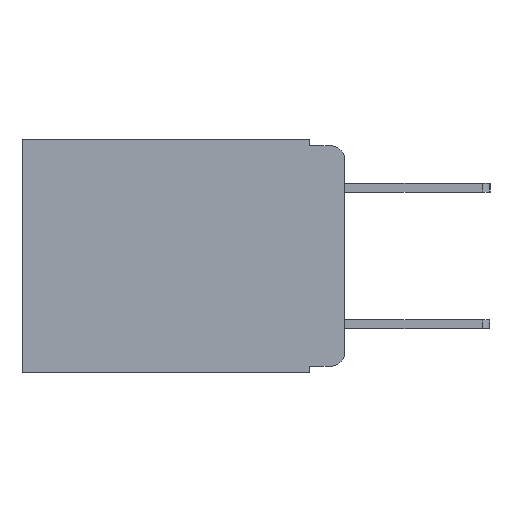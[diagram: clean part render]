
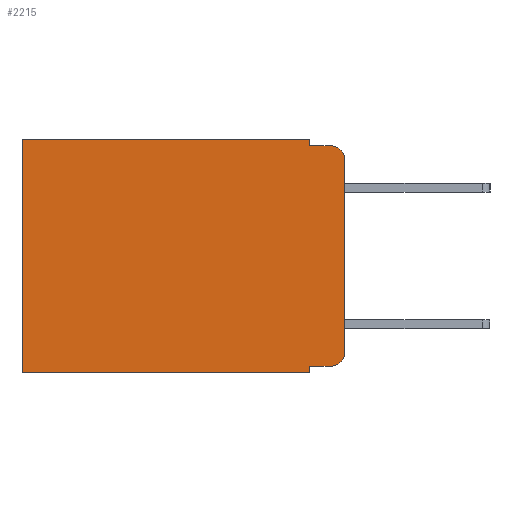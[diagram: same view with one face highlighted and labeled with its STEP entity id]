
A CAD part, left-side view. The second image highlights one B-rep face of the part: STEP entity #2215.
In plain terms, the highlighted planar face has unit normal (-1, 0, 0).
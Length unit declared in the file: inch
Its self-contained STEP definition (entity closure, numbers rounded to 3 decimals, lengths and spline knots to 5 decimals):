
#310 = EDGE_CURVE ( 'NONE', #5949, #10678, #8501, .T. ) ;
#331 = CIRCLE ( 'NONE', #409, 0.02 ) ;
#409 = AXIS2_PLACEMENT_3D ( 'NONE', #2427, #8208, #3335 ) ;
#452 = DIRECTION ( 'NONE',  ( 0., 0., -1. ) ) ;
#525 = EDGE_CURVE ( 'NONE', #3491, #9715, #6468, .T. ) ;
#649 = VERTEX_POINT ( 'NONE', #2165 ) ;
#803 = CARTESIAN_POINT ( 'NONE',  ( 0.298, 0.02, -0.03 ) ) ;
#1002 = ORIENTED_EDGE ( 'NONE', *, *, #9026, .F. ) ;
#1049 = CARTESIAN_POINT ( 'NONE',  ( 0.298, 0., -0.313 ) ) ;
#1237 = DIRECTION ( 'NONE',  ( 0., 0., -1. ) ) ;
#1369 = ORIENTED_EDGE ( 'NONE', *, *, #310, .T. ) ;
#1376 = CARTESIAN_POINT ( 'NONE',  ( 0.298, 0.051, 0. ) ) ;
#1514 = DIRECTION ( 'NONE',  ( 0., -1., 0. ) ) ;
#1677 = CARTESIAN_POINT ( 'NONE',  ( 0.298, 0.051, -0.01 ) ) ;
#1912 = DIRECTION ( 'NONE',  ( 0., 1., 0. ) ) ;
#1957 = DIRECTION ( 'NONE',  ( 0., 0., -1. ) ) ;
#2165 = CARTESIAN_POINT ( 'NONE',  ( 0.298, 0.051, -0.01 ) ) ;
#2215 = ADVANCED_FACE ( 'NONE', ( #5808 ), #8891, .F. ) ;
#2422 = EDGE_CURVE ( 'NONE', #3491, #6925, #8338, .T. ) ;
#2427 = CARTESIAN_POINT ( 'NONE',  ( 0.298, 0.02, -0.313 ) ) ;
#2588 = DIRECTION ( 'NONE',  ( 0., -1., 0. ) ) ;
#2616 = ORIENTED_EDGE ( 'NONE', *, *, #525, .F. ) ;
#2634 = VECTOR ( 'NONE', #1912, 39.37008 ) ;
#2763 = VERTEX_POINT ( 'NONE', #5256 ) ;
#2904 = ORIENTED_EDGE ( 'NONE', *, *, #7991, .T. ) ;
#3335 = DIRECTION ( 'NONE',  ( 0., 0., -1. ) ) ;
#3491 = VERTEX_POINT ( 'NONE', #5612 ) ;
#3679 = CARTESIAN_POINT ( 'NONE',  ( 0.298, 0.051, 0. ) ) ;
#3747 = DIRECTION ( 'NONE',  ( -1., 0., 0. ) ) ;
#3793 = VECTOR ( 'NONE', #1514, 39.37008 ) ;
#3940 = CARTESIAN_POINT ( 'NONE',  ( 0.298, 0.473, 0. ) ) ;
#4077 = DIRECTION ( 'NONE',  ( 0., 0., -1. ) ) ;
#4207 = EDGE_CURVE ( 'NONE', #10497, #649, #8889, .T. ) ;
#4368 = VECTOR ( 'NONE', #4077, 39.37008 ) ;
#4929 = LINE ( 'NONE', #7780, #2634 ) ;
#5202 = CARTESIAN_POINT ( 'NONE',  ( 0.298, 0.02, -0.333 ) ) ;
#5256 = CARTESIAN_POINT ( 'NONE',  ( 0.298, 0.473, 0. ) ) ;
#5307 = LINE ( 'NONE', #1677, #9288 ) ;
#5399 = CARTESIAN_POINT ( 'NONE',  ( 0.298, 0., 0. ) ) ;
#5492 = CARTESIAN_POINT ( 'NONE',  ( 0.298, 0.051, -0.343 ) ) ;
#5571 = LINE ( 'NONE', #5399, #9542 ) ;
#5612 = CARTESIAN_POINT ( 'NONE',  ( 0.298, 0.051, -0.333 ) ) ;
#5757 = CARTESIAN_POINT ( 'NONE',  ( 0.298, 0., 0. ) ) ;
#5808 = FACE_OUTER_BOUND ( 'NONE', #9196, .T. ) ;
#5899 = CARTESIAN_POINT ( 'NONE',  ( 0.298, 0., -0.03 ) ) ;
#5934 = LINE ( 'NONE', #3940, #10164 ) ;
#5949 = VERTEX_POINT ( 'NONE', #5899 ) ;
#5985 = ORIENTED_EDGE ( 'NONE', *, *, #6641, .T. ) ;
#6179 = DIRECTION ( 'NONE',  ( 0., 0., -1. ) ) ;
#6363 = CARTESIAN_POINT ( 'NONE',  ( 0.298, 0.051, 0. ) ) ;
#6468 = LINE ( 'NONE', #3679, #4368 ) ;
#6519 = CARTESIAN_POINT ( 'NONE',  ( 0.298, 0.473, -0.343 ) ) ;
#6606 = LINE ( 'NONE', #5757, #8737 ) ;
#6641 = EDGE_CURVE ( 'NONE', #10497, #2763, #6606, .T. ) ;
#6877 = DIRECTION ( 'NONE',  ( 1., 0., 0. ) ) ;
#6925 = VERTEX_POINT ( 'NONE', #5202 ) ;
#7297 = ORIENTED_EDGE ( 'NONE', *, *, #10226, .F. ) ;
#7336 = AXIS2_PLACEMENT_3D ( 'NONE', #8702, #6877, #1237 ) ;
#7780 = CARTESIAN_POINT ( 'NONE',  ( 0.298, 0., -0.343 ) ) ;
#7991 = EDGE_CURVE ( 'NONE', #2763, #8135, #5934, .T. ) ;
#8135 = VERTEX_POINT ( 'NONE', #6519 ) ;
#8208 = DIRECTION ( 'NONE',  ( -1., 0., 0. ) ) ;
#8338 = LINE ( 'NONE', #10012, #3793 ) ;
#8501 = CIRCLE ( 'NONE', #9816, 0.02 ) ;
#8655 = VECTOR ( 'NONE', #1957, 39.37008 ) ;
#8661 = ORIENTED_EDGE ( 'NONE', *, *, #8699, .T. ) ;
#8699 = EDGE_CURVE ( 'NONE', #6925, #10287, #331, .T. ) ;
#8702 = CARTESIAN_POINT ( 'NONE',  ( 0.298, 0., 0. ) ) ;
#8737 = VECTOR ( 'NONE', #10499, 39.37008 ) ;
#8889 = LINE ( 'NONE', #6363, #8655 ) ;
#8891 = PLANE ( 'NONE',  #7336 ) ;
#9026 = EDGE_CURVE ( 'NONE', #5949, #10287, #5571, .T. ) ;
#9142 = ORIENTED_EDGE ( 'NONE', *, *, #2422, .T. ) ;
#9196 = EDGE_LOOP ( 'NONE', ( #1002, #1369, #9871, #9628, #5985, #2904, #7297, #2616, #9142, #8661 ) ) ;
#9288 = VECTOR ( 'NONE', #2588, 39.37008 ) ;
#9542 = VECTOR ( 'NONE', #6179, 39.37008 ) ;
#9628 = ORIENTED_EDGE ( 'NONE', *, *, #4207, .F. ) ;
#9715 = VERTEX_POINT ( 'NONE', #5492 ) ;
#9816 = AXIS2_PLACEMENT_3D ( 'NONE', #803, #3747, #452 ) ;
#9839 = CARTESIAN_POINT ( 'NONE',  ( 0.298, 0.02, -0.01 ) ) ;
#9871 = ORIENTED_EDGE ( 'NONE', *, *, #10068, .F. ) ;
#10012 = CARTESIAN_POINT ( 'NONE',  ( 0.298, 0.051, -0.333 ) ) ;
#10068 = EDGE_CURVE ( 'NONE', #649, #10678, #5307, .T. ) ;
#10164 = VECTOR ( 'NONE', #10288, 39.37008 ) ;
#10226 = EDGE_CURVE ( 'NONE', #9715, #8135, #4929, .T. ) ;
#10287 = VERTEX_POINT ( 'NONE', #1049 ) ;
#10288 = DIRECTION ( 'NONE',  ( 0., 0., -1. ) ) ;
#10497 = VERTEX_POINT ( 'NONE', #1376 ) ;
#10499 = DIRECTION ( 'NONE',  ( 0., 1., 0. ) ) ;
#10678 = VERTEX_POINT ( 'NONE', #9839 ) ;
